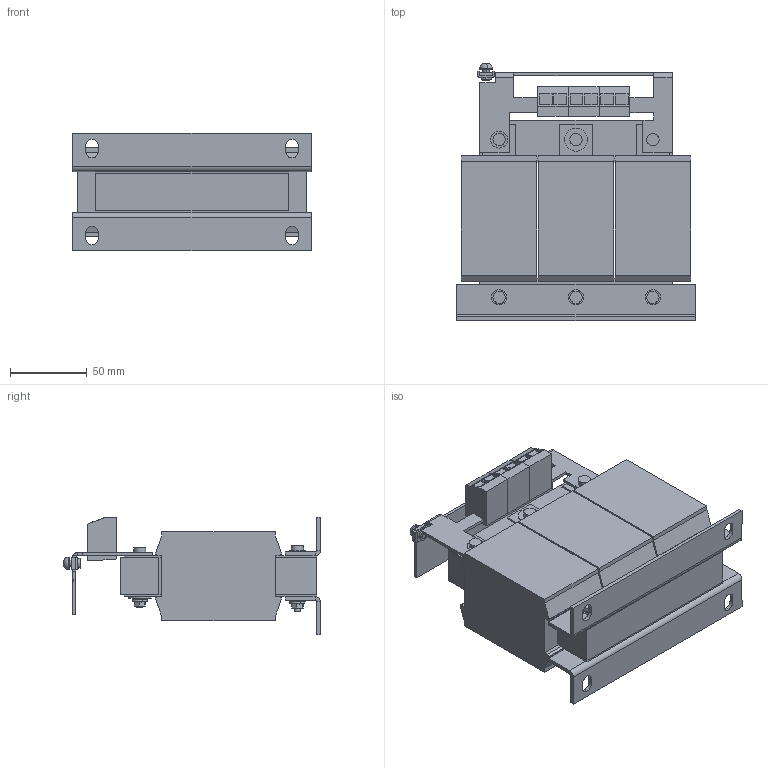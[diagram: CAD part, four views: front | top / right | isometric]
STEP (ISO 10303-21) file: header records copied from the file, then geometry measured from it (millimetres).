
FILE_DESCRIPTION (( 'STEP AP214' ), '1' );
FILE_NAME ('509607.STEP', '2022-08-11T09:36:31', ( '' ), ( '' ), 'SwSTEP 2.0', 'SolidWorks 2018', '' );
FILE_SCHEMA (( 'AUTOMOTIVE_DESIGN' ));
Length unit declared in the file: millimetre
Products named in the file (1): 509607
Bounding box: 155 x 167 x 76.67 mm (x, y, z)
Volume: 898289.1 mm3; surface area: 128478.4 mm2
Topology: 1 solids, 1 shells, 547 faces, 1377 edges, 882 vertices
Faces by surface type: plane 423, cylinder 98, torus 14, cone 12
Entity records: 16287 total; most frequent: CARTESIAN_POINT 2999, ORIENTED_EDGE 2754, DIRECTION 2663, EDGE_CURVE 1377, LINE 1091, VECTOR 1091, VERTEX_POINT 882, AXIS2_PLACEMENT_3D 786
